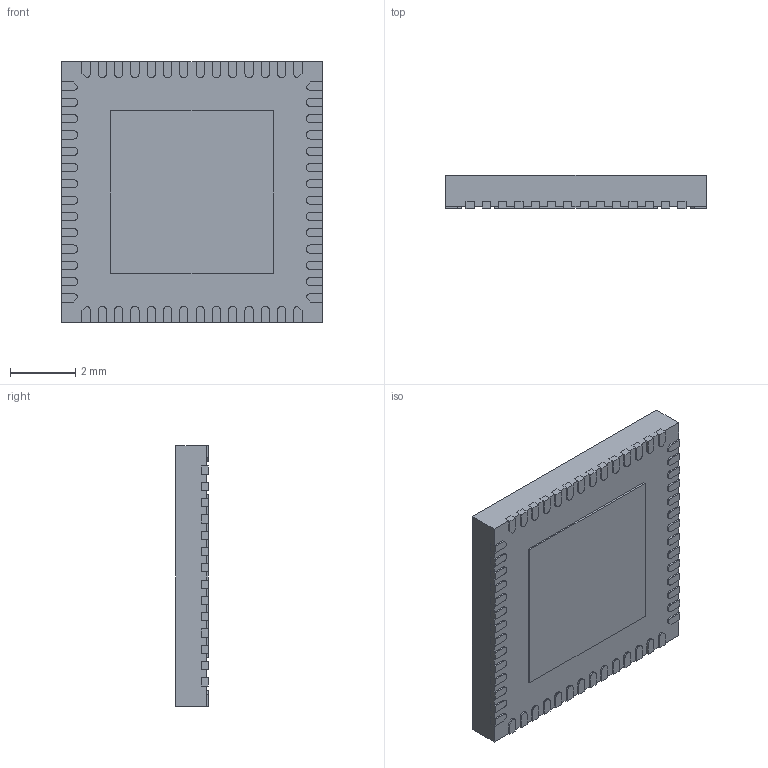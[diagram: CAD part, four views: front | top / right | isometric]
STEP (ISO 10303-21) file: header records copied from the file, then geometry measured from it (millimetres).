
FILE_DESCRIPTION (( 'STEP AP214' ), '1' );
FILE_NAME ('TJA1102HN-0Z.STEP', '2018-09-12T17:30:34', ( '' ), ( '' ), 'SwSTEP 2.0', 'SolidWorks 2017', '' );
FILE_SCHEMA (( 'AUTOMOTIVE_DESIGN' ));
Length unit declared in the file: millimetre
Products named in the file (1): TJA1102HN-0Z
Bounding box: 8 x 1 x 8 mm (x, y, z)
Volume: 62.4 mm3; surface area: 251.6 mm2
Topology: 58 solids, 58 shells, 617 faces, 1500 edges, 1000 vertices
Faces by surface type: plane 481, cylinder 136
Entity records: 18493 total; most frequent: CARTESIAN_POINT 3118, DIRECTION 3008, ORIENTED_EDGE 3000, EDGE_CURVE 1500, VECTOR 1228, LINE 1228, VERTEX_POINT 1000, AXIS2_PLACEMENT_3D 890
